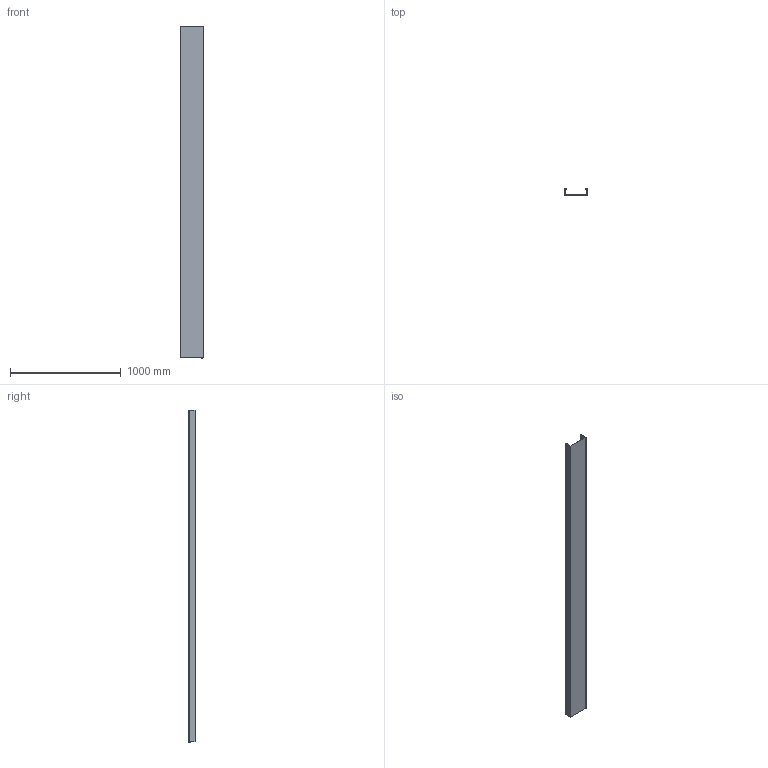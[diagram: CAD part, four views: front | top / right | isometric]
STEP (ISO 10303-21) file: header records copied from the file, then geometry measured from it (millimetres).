
FILE_DESCRIPTION (( 'STEP AP214' ), '1' );
FILE_NAME ('6056024.STEP', '2024-05-31T07:02:03', ( '' ), ( '' ), 'SwSTEP 2.0', 'SolidWorks 2022', '' );
FILE_SCHEMA (( 'AUTOMOTIVE_DESIGN' ));
Length unit declared in the file: millimetre
Products named in the file (1): 6056024
Bounding box: 200 x 60 x 3000 mm (x, y, z)
Volume: 1039672.6 mm3; surface area: 2086038.2 mm2
Topology: 1 solids, 1 shells, 34 faces, 80 edges, 48 vertices
Faces by surface type: plane 30, cylinder 4
Entity records: 978 total; most frequent: CARTESIAN_POINT 163, ORIENTED_EDGE 160, DIRECTION 158, EDGE_CURVE 80, LINE 72, VECTOR 72, VERTEX_POINT 48, AXIS2_PLACEMENT_3D 43
